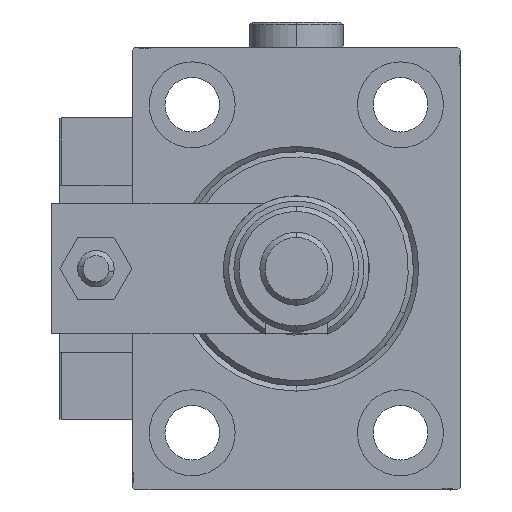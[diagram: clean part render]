
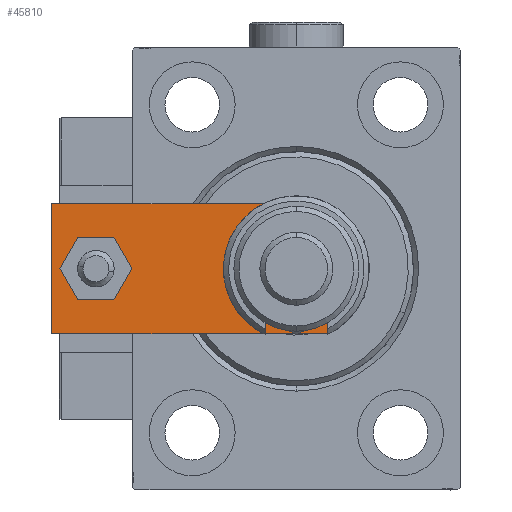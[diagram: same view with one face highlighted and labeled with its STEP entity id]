
A CAD part, left-side view. The second image highlights one B-rep face of the part: STEP entity #45810.
In plain terms, the highlighted face is planar.
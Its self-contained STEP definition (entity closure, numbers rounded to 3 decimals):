
#210 = AXIS2_PLACEMENT_3D ( 'NONE', #11774, #35995, #15083 ) ;
#1575 = EDGE_CURVE ( 'NONE', #42169, #33726, #49480, .T. ) ;
#2565 = FACE_BOUND ( 'NONE', #34425, .T. ) ;
#3342 = AXIS2_PLACEMENT_3D ( 'NONE', #4126, #4396, #37925 ) ;
#3641 = VERTEX_POINT ( 'NONE', #49548 ) ;
#4027 = LINE ( 'NONE', #37029, #54013 ) ;
#4126 = CARTESIAN_POINT ( 'NONE',  ( 0., 13., 6. ) ) ;
#4236 = VERTEX_POINT ( 'NONE', #13365 ) ;
#4396 = DIRECTION ( 'NONE',  ( 0., 0., 1. ) ) ;
#5597 = PLANE ( 'NONE',  #22317 ) ;
#5922 = LINE ( 'NONE', #14702, #45297 ) ;
#6121 = ORIENTED_EDGE ( 'NONE', *, *, #26654, .F. ) ;
#7625 = DIRECTION ( 'NONE',  ( 1., 0., 0. ) ) ;
#8443 = VECTOR ( 'NONE', #21260, 1000. ) ;
#9513 = DIRECTION ( 'NONE',  ( 0., 1., 0. ) ) ;
#11774 = CARTESIAN_POINT ( 'NONE',  ( 0., 51.5, 6. ) ) ;
#11807 = CARTESIAN_POINT ( 'NONE',  ( -12.5, 60., 6. ) ) ;
#13365 = CARTESIAN_POINT ( 'NONE',  ( -5.5, 0., 6. ) ) ;
#14702 = CARTESIAN_POINT ( 'NONE',  ( 12.5, 0., 6. ) ) ;
#15018 = ORIENTED_EDGE ( 'NONE', *, *, #52994, .T. ) ;
#15083 = DIRECTION ( 'NONE',  ( 1., 0., 0. ) ) ;
#15515 = VERTEX_POINT ( 'NONE', #50120 ) ;
#18083 = EDGE_CURVE ( 'NONE', #4236, #15515, #4027, .T. ) ;
#18304 = VERTEX_POINT ( 'NONE', #27606 ) ;
#19164 = DIRECTION ( 'NONE',  ( -1., 0., 0. ) ) ;
#20154 = AXIS2_PLACEMENT_3D ( 'NONE', #28239, #40907, #7625 ) ;
#20328 = EDGE_CURVE ( 'NONE', #23723, #41675, #49738, .T. ) ;
#20765 = VERTEX_POINT ( 'NONE', #47038 ) ;
#20819 = CARTESIAN_POINT ( 'NONE',  ( -12.5, 60., 6. ) ) ;
#21260 = DIRECTION ( 'NONE',  ( 0.707, 0.707, 0. ) ) ;
#21565 = ORIENTED_EDGE ( 'NONE', *, *, #22939, .T. ) ;
#22273 = ORIENTED_EDGE ( 'NONE', *, *, #18083, .T. ) ;
#22317 = AXIS2_PLACEMENT_3D ( 'NONE', #23437, #22609, #51785 ) ;
#22609 = DIRECTION ( 'NONE',  ( 0., 0., 1. ) ) ;
#22622 = EDGE_CURVE ( 'NONE', #3641, #42169, #27141, .T. ) ;
#22939 = EDGE_CURVE ( 'NONE', #20765, #3641, #5922, .T. ) ;
#23437 = CARTESIAN_POINT ( 'NONE',  ( 0., 0., 6. ) ) ;
#23623 = VERTEX_POINT ( 'NONE', #36392 ) ;
#23658 = ORIENTED_EDGE ( 'NONE', *, *, #34914, .F. ) ;
#23723 = VERTEX_POINT ( 'NONE', #32250 ) ;
#25625 = CIRCLE ( 'NONE', #210, 4. ) ;
#25774 = EDGE_CURVE ( 'NONE', #33726, #4236, #52091, .T. ) ;
#26263 = CARTESIAN_POINT ( 'NONE',  ( -12.5, 7., 6. ) ) ;
#26318 = CIRCLE ( 'NONE', #20154, 8.25 ) ;
#26654 = EDGE_CURVE ( 'NONE', #18304, #23623, #54236, .T. ) ;
#27012 = FACE_OUTER_BOUND ( 'NONE', #33587, .T. ) ;
#27053 = CARTESIAN_POINT ( 'NONE',  ( -2.75, -2.75, 6. ) ) ;
#27141 = LINE ( 'NONE', #35138, #32137 ) ;
#27606 = CARTESIAN_POINT ( 'NONE',  ( 8.25, 13., 6. ) ) ;
#28239 = CARTESIAN_POINT ( 'NONE',  ( 0., 13., 6. ) ) ;
#28632 = AXIS2_PLACEMENT_3D ( 'NONE', #47235, #43132, #42311 ) ;
#31702 = ORIENTED_EDGE ( 'NONE', *, *, #25774, .T. ) ;
#32137 = VECTOR ( 'NONE', #19164, 1000. ) ;
#32250 = CARTESIAN_POINT ( 'NONE',  ( -4., 51.5, 6. ) ) ;
#33587 = EDGE_LOOP ( 'NONE', ( #52871, #31702, #22273, #15018, #21565, #37765 ) ) ;
#33726 = VERTEX_POINT ( 'NONE', #26263 ) ;
#34425 = EDGE_LOOP ( 'NONE', ( #43468, #43180 ) ) ;
#34914 = EDGE_CURVE ( 'NONE', #23623, #18304, #26318, .T. ) ;
#35138 = CARTESIAN_POINT ( 'NONE',  ( 12.5, 60., 6. ) ) ;
#35995 = DIRECTION ( 'NONE',  ( 0., 0., 1. ) ) ;
#36392 = CARTESIAN_POINT ( 'NONE',  ( -8.25, 13., 6. ) ) ;
#37029 = CARTESIAN_POINT ( 'NONE',  ( -12.5, 0., 6. ) ) ;
#37765 = ORIENTED_EDGE ( 'NONE', *, *, #22622, .T. ) ;
#37925 = DIRECTION ( 'NONE',  ( 1., 0., 0. ) ) ;
#38764 = EDGE_LOOP ( 'NONE', ( #23658, #6121 ) ) ;
#40907 = DIRECTION ( 'NONE',  ( 0., 0., 1. ) ) ;
#41080 = EDGE_CURVE ( 'NONE', #41675, #23723, #25625, .T. ) ;
#41675 = VERTEX_POINT ( 'NONE', #49042 ) ;
#42169 = VERTEX_POINT ( 'NONE', #20819 ) ;
#42311 = DIRECTION ( 'NONE',  ( 1., 0., 0. ) ) ;
#42778 = VECTOR ( 'NONE', #43851, 1000. ) ;
#43132 = DIRECTION ( 'NONE',  ( 0., 0., 1. ) ) ;
#43180 = ORIENTED_EDGE ( 'NONE', *, *, #41080, .F. ) ;
#43468 = ORIENTED_EDGE ( 'NONE', *, *, #20328, .F. ) ;
#43851 = DIRECTION ( 'NONE',  ( 0.707, -0.707, 0. ) ) ;
#45297 = VECTOR ( 'NONE', #9513, 1000. ) ;
#45350 = DIRECTION ( 'NONE',  ( 0., -1., 0. ) ) ;
#45810 = ADVANCED_FACE ( 'NONE', ( #2565, #27012, #52056 ), #5597, .T. ) ;
#46294 = LINE ( 'NONE', #46832, #8443 ) ;
#46384 = VECTOR ( 'NONE', #45350, 1000. ) ;
#46832 = CARTESIAN_POINT ( 'NONE',  ( 2.75, -2.75, 6. ) ) ;
#47038 = CARTESIAN_POINT ( 'NONE',  ( 12.5, 7., 6. ) ) ;
#47235 = CARTESIAN_POINT ( 'NONE',  ( 0., 51.5, 6. ) ) ;
#49042 = CARTESIAN_POINT ( 'NONE',  ( 4., 51.5, 6. ) ) ;
#49480 = LINE ( 'NONE', #11807, #46384 ) ;
#49548 = CARTESIAN_POINT ( 'NONE',  ( 12.5, 60., 6. ) ) ;
#49738 = CIRCLE ( 'NONE', #28632, 4. ) ;
#50120 = CARTESIAN_POINT ( 'NONE',  ( 5.5, 0., 6. ) ) ;
#51785 = DIRECTION ( 'NONE',  ( 1., 0., 0. ) ) ;
#52056 = FACE_BOUND ( 'NONE', #38764, .T. ) ;
#52091 = LINE ( 'NONE', #27053, #42778 ) ;
#52871 = ORIENTED_EDGE ( 'NONE', *, *, #1575, .T. ) ;
#52994 = EDGE_CURVE ( 'NONE', #15515, #20765, #46294, .T. ) ;
#53796 = DIRECTION ( 'NONE',  ( 1., 0., 0. ) ) ;
#54013 = VECTOR ( 'NONE', #53796, 1000. ) ;
#54236 = CIRCLE ( 'NONE', #3342, 8.25 ) ;
